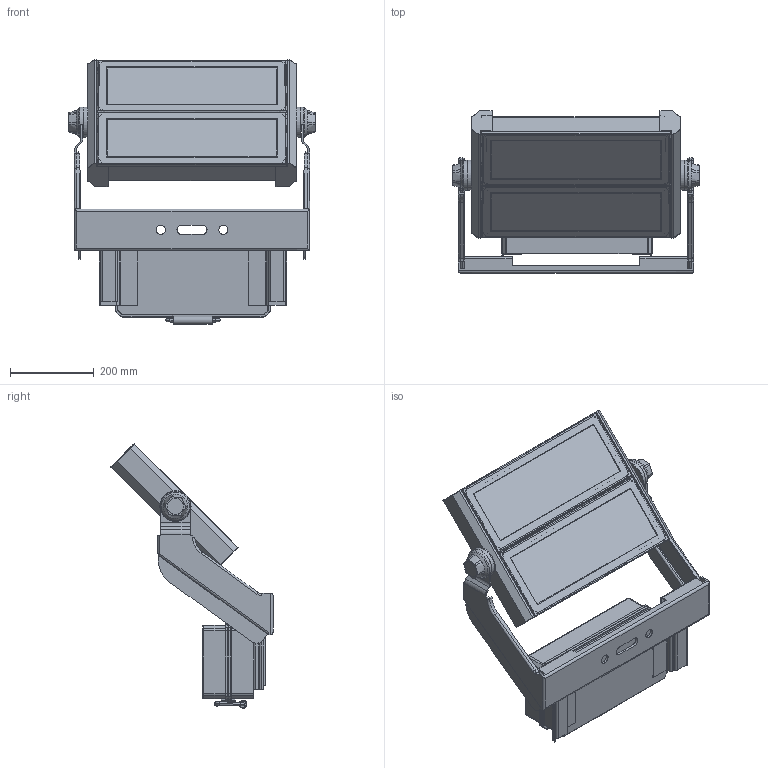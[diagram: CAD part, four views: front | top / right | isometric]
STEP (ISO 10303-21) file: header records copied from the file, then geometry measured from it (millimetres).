
FILE_DESCRIPTION (( 'STEP AP214' ), '1' );
FILE_NAME ('FL-MAX-600W.STEP', '2023-03-28T06:46:14', ( '' ), ( '' ), 'SwSTEP 2.0', 'SolidWorks 2020', '' );
FILE_SCHEMA (( 'AUTOMOTIVE_DESIGN' ));
Length unit declared in the file: millimetre
Products named in the file (1): FL-MAX-600W
Bounding box: 591.59 x 388.59 x 633.42 mm (x, y, z)
Volume: 10705723.9 mm3; surface area: 2182909.4 mm2
Topology: 27 solids, 27 shells, 1024 faces, 2468 edges, 1486 vertices
Faces by surface type: plane 455, cylinder 390, torus 102, bspline 64, sphere 8, cone 5
Full cylindrical faces by diameter (mm): 22 x2, 33.968 x1, 34 x1, 38 x1, 39.473 x2, 40 x1, 72.43 x2, 72.463 x2, 75 x2
Entity records: 44298 total; most frequent: CARTESIAN_POINT 9344, DIRECTION 4900, ORIENTED_EDGE 4838, EDGE_CURVE 2419, AXIS2_PLACEMENT_3D 1730, VERTEX_POINT 1478, VECTOR 1440, LINE 1440
